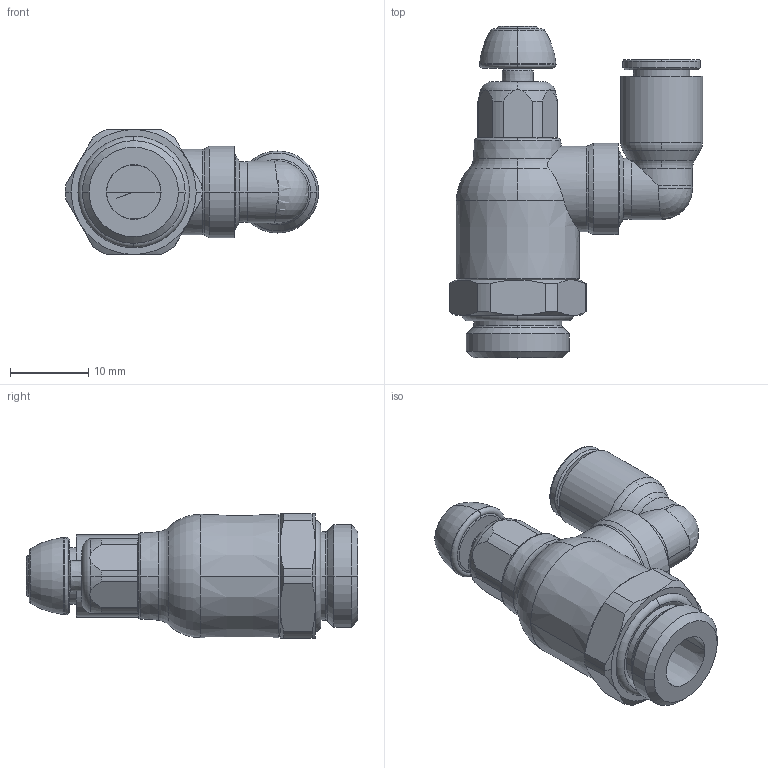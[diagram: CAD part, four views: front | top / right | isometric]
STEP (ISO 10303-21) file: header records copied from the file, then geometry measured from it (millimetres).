
FILE_DESCRIPTION(('STEP AP214'),'1');
FILE_NAME('7040_06_13.stp','2016-07-07T14:14:16',('TraceParts'),('TraceParts S.A.'),'Spatial InterOp 3D',' ',' ');
FILE_SCHEMA(('automotive_design'));
Length unit declared in the file: millimetre
Products named in the file (1): 1
Bounding box: 32.42 x 42.5 x 16 mm (x, y, z)
Volume: 7309.9 mm3; surface area: 3472.5 mm2
Topology: 1 solids, 1 shells, 169 faces, 437 edges, 271 vertices
Faces by surface type: cone 68, torus 41, cylinder 34, plane 22, revolution 2, sphere 2
Entity records: 6078 total; most frequent: CARTESIAN_POINT 1916, DIRECTION 963, ORIENTED_EDGE 858, AXIS2_PLACEMENT_3D 430, EDGE_CURVE 429, VERTEX_POINT 271, CIRCLE 262, EDGE_LOOP 178
